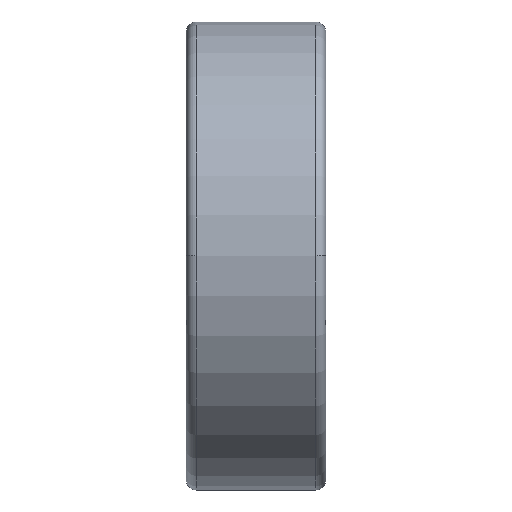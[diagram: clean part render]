
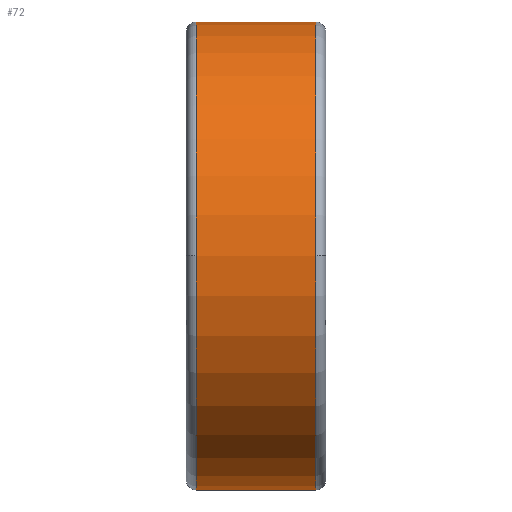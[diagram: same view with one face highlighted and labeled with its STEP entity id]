
A CAD part, top view. The second image highlights one B-rep face of the part: STEP entity #72.
In plain terms, the highlighted cylindrical face has radius 23.5 mm (diameter 47 mm), a partial arc.
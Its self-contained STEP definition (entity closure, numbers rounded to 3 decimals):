
#72=ADVANCED_FACE('',(#203),#204,.T.);
#203=FACE_OUTER_BOUND('',#511,.T.);
#204=CYLINDRICAL_SURFACE('',#512,23.5);
#511=EDGE_LOOP('',(#833,#834,#835,#836,#837,#838));
#512=AXIS2_PLACEMENT_3D('',#839,#840,#841);
#833=ORIENTED_EDGE('',*,*,#1771,.F.);
#834=ORIENTED_EDGE('',*,*,#1772,.T.);
#835=ORIENTED_EDGE('',*,*,#1773,.T.);
#836=ORIENTED_EDGE('',*,*,#1774,.F.);
#837=ORIENTED_EDGE('',*,*,#1775,.F.);
#838=ORIENTED_EDGE('',*,*,#1767,.F.);
#839=CARTESIAN_POINT('',(7.0,0.0,0.0));
#840=DIRECTION('',(1.0,0.0,0.0));
#841=DIRECTION('',(0.0,1.0,0.0));
#1767=EDGE_CURVE('',#2054,#2056,#2057,.T.);
#1771=EDGE_CURVE('',#2063,#2054,#2064,.T.);
#1772=EDGE_CURVE('',#2063,#2065,#2066,.T.);
#1773=EDGE_CURVE('',#2065,#2067,#2068,.T.);
#1774=EDGE_CURVE('',#2069,#2067,#2070,.T.);
#1775=EDGE_CURVE('',#2056,#2069,#2071,.T.);
#2054=VERTEX_POINT('',#2538);
#2056=VERTEX_POINT('',#2540);
#2057=CIRCLE('',#2541,23.5);
#2063=VERTEX_POINT('',#2547);
#2064=LINE('',#2548,#2549);
#2065=VERTEX_POINT('',#2550);
#2066=CIRCLE('',#2551,23.5);
#2067=VERTEX_POINT('',#2552);
#2068=CIRCLE('',#2553,23.5);
#2069=VERTEX_POINT('',#2554);
#2070=LINE('',#2555,#2556);
#2071=CIRCLE('',#2557,23.5);
#2538=CARTESIAN_POINT('',(13.0,23.5,0.0));
#2540=CARTESIAN_POINT('',(13.0,0.,23.5));
#2541=AXIS2_PLACEMENT_3D('',#4673,#4674,#4675);
#2547=CARTESIAN_POINT('',(1.0,23.5,0.0));
#2548=CARTESIAN_POINT('',(7.0,23.5,0.));
#2549=VECTOR('',#4685,1.0);
#2550=CARTESIAN_POINT('',(1.0,0.,23.5));
#2551=AXIS2_PLACEMENT_3D('',#4686,#4687,#4688);
#2552=CARTESIAN_POINT('',(1.0,-23.5,0.));
#2553=AXIS2_PLACEMENT_3D('',#4689,#4690,#4691);
#2554=CARTESIAN_POINT('',(13.0,-23.5,0.));
#2555=CARTESIAN_POINT('',(7.0,-23.5,0.));
#2556=VECTOR('',#4692,1.0);
#2557=AXIS2_PLACEMENT_3D('',#4693,#4694,#4695);
#4673=CARTESIAN_POINT('',(13.0,0.0,0.0));
#4674=DIRECTION('',(1.0,0.0,0.0));
#4675=DIRECTION('',(0.0,1.0,0.0));
#4685=DIRECTION('',(1.0,0.0,0.0));
#4686=CARTESIAN_POINT('',(1.0,0.0,0.0));
#4687=DIRECTION('',(1.0,0.0,0.0));
#4688=DIRECTION('',(0.0,1.0,0.0));
#4689=CARTESIAN_POINT('',(1.0,0.0,0.0));
#4690=DIRECTION('',(1.0,0.0,0.0));
#4691=DIRECTION('',(0.0,1.0,0.0));
#4692=DIRECTION('',(-1.0,-0.0,-0.0));
#4693=CARTESIAN_POINT('',(13.0,0.0,0.0));
#4694=DIRECTION('',(1.0,0.0,0.0));
#4695=DIRECTION('',(0.0,1.0,0.0));
